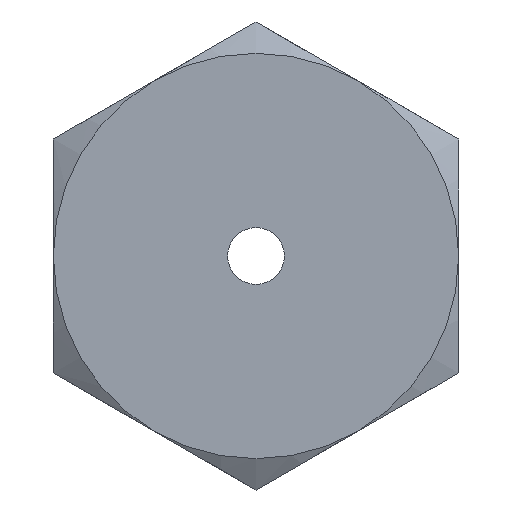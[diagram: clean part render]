
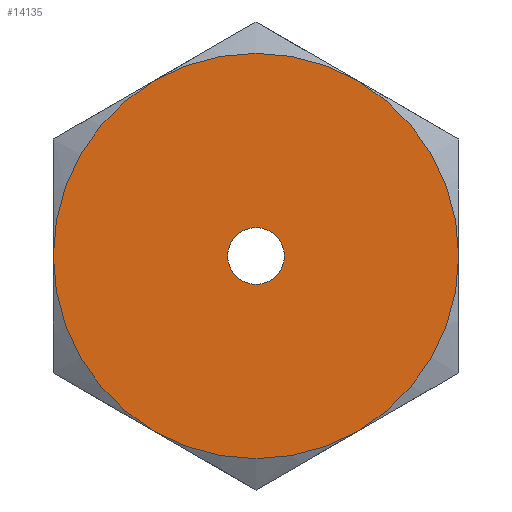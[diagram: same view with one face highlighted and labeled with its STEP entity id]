
A CAD part, left-side view. The second image highlights one B-rep face of the part: STEP entity #14135.
In plain terms, the highlighted planar face has unit normal (-1, 0, 0).
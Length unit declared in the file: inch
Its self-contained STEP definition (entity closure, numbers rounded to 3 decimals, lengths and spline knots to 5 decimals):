
#5958=CARTESIAN_POINT('',(-0.22,0.125,
-0.21651));
#5972=CARTESIAN_POINT('',(-0.22,0.25,
0.));
#5999=CARTESIAN_POINT('',(-0.22,0.125,
0.21651));
#6013=CARTESIAN_POINT('',(-0.22,0.,0.));
#6014=DIRECTION('',(-1.,0.,0.));
#6015=DIRECTION('',(0.,1.,0.));
#6016=AXIS2_PLACEMENT_3D('',#6013,#6014,#6015);
#6018=CARTESIAN_POINT('',(-0.22,0.,0.));
#6019=DIRECTION('',(-1.,0.,0.));
#6020=DIRECTION('',(0.,0.5,0.866));
#6021=AXIS2_PLACEMENT_3D('',#6018,#6019,#6020);
#6023=CARTESIAN_POINT('',(-0.22,0.,0.));
#6024=DIRECTION('',(-1.,0.,0.));
#6025=DIRECTION('',(0.,-0.5,0.866));
#6026=AXIS2_PLACEMENT_3D('',#6023,#6024,#6025);
#6028=CARTESIAN_POINT('',(-0.22,0.,0.));
#6029=DIRECTION('',(-1.,0.,0.));
#6030=DIRECTION('',(0.,-1.,0.));
#6031=AXIS2_PLACEMENT_3D('',#6028,#6029,#6030);
#6033=CARTESIAN_POINT('',(-0.22,0.,0.));
#6034=DIRECTION('',(-1.,0.,0.));
#6035=DIRECTION('',(0.,-0.5,-0.866));
#6036=AXIS2_PLACEMENT_3D('',#6033,#6034,#6035);
#6038=CARTESIAN_POINT('',(-0.22,0.,0.));
#6039=DIRECTION('',(-1.,0.,0.));
#6040=DIRECTION('',(0.,0.5,-0.866));
#6041=AXIS2_PLACEMENT_3D('',#6038,#6039,#6040);
#6043=CARTESIAN_POINT('',(-0.22,0.,0.));
#6044=DIRECTION('',(1.,0.,0.));
#6045=DIRECTION('',(0.,-1.,0.));
#6046=AXIS2_PLACEMENT_3D('',#6043,#6044,#6045);
#6048=CARTESIAN_POINT('',(-0.22,0.,0.));
#6049=DIRECTION('',(1.,0.,0.));
#6050=DIRECTION('',(0.,1.,0.));
#6051=AXIS2_PLACEMENT_3D('',#6048,#6049,#6050);
#6067=CARTESIAN_POINT('',(-0.22,-0.125,
0.21651));
#6088=CARTESIAN_POINT('',(-0.22,-0.25,
0.));
#6108=CARTESIAN_POINT('',(-0.22,-0.125,
-0.21651));
#6411=VERTEX_POINT('',#5958);
#6413=VERTEX_POINT('',#5972);
#6416=VERTEX_POINT('',#5999);
#6418=VERTEX_POINT('',#6067);
#6420=VERTEX_POINT('',#6088);
#6421=VERTEX_POINT('',#6108);
#6426=CARTESIAN_POINT('',(-0.22,-0.035,0.));
#6427=CARTESIAN_POINT('',(-0.22,0.035,0.));
#6428=VERTEX_POINT('',#6426);
#6429=VERTEX_POINT('',#6427);
#14116=CARTESIAN_POINT('',(-0.22,0.,0.));
#14117=DIRECTION('',(1.,0.,0.));
#14118=DIRECTION('',(0.,1.,0.));
#14119=AXIS2_PLACEMENT_3D('',#14116,#14117,#14118);
#14120=PLANE('',#14119);
#14121=ORIENTED_EDGE('',*,*,#14014,.F.);
#14122=ORIENTED_EDGE('',*,*,#14084,.F.);
#14123=ORIENTED_EDGE('',*,*,#14097,.F.);
#14124=ORIENTED_EDGE('',*,*,#14111,.F.);
#14125=ORIENTED_EDGE('',*,*,#14041,.F.);
#14126=ORIENTED_EDGE('',*,*,#14025,.F.);
#14127=EDGE_LOOP('',(#14121,#14122,#14123,#14124,#14125,#14126));
#14128=FACE_OUTER_BOUND('',#14127,.F.);
#14130=ORIENTED_EDGE('',*,*,#14129,.F.);
#14132=ORIENTED_EDGE('',*,*,#14131,.F.);
#14133=EDGE_LOOP('',(#14130,#14132));
#14134=FACE_BOUND('',#14133,.F.);
#6017=CIRCLE('',#6016,0.25);
#6022=CIRCLE('',#6021,0.25);
#6027=CIRCLE('',#6026,0.25);
#6032=CIRCLE('',#6031,0.25);
#6037=CIRCLE('',#6036,0.25);
#6042=CIRCLE('',#6041,0.25);
#6047=CIRCLE('',#6046,0.035);
#6052=CIRCLE('',#6051,0.035);
#14014=EDGE_CURVE('',#6413,#6411,#6017,.T.);
#14025=EDGE_CURVE('',#6411,#6421,#6042,.T.);
#14041=EDGE_CURVE('',#6421,#6420,#6037,.T.);
#14084=EDGE_CURVE('',#6416,#6413,#6022,.T.);
#14097=EDGE_CURVE('',#6418,#6416,#6027,.T.);
#14111=EDGE_CURVE('',#6420,#6418,#6032,.T.);
#14129=EDGE_CURVE('',#6428,#6429,#6047,.T.);
#14131=EDGE_CURVE('',#6429,#6428,#6052,.T.);
#14135=ADVANCED_FACE('',(#14128,#14134),#14120,.F.);
